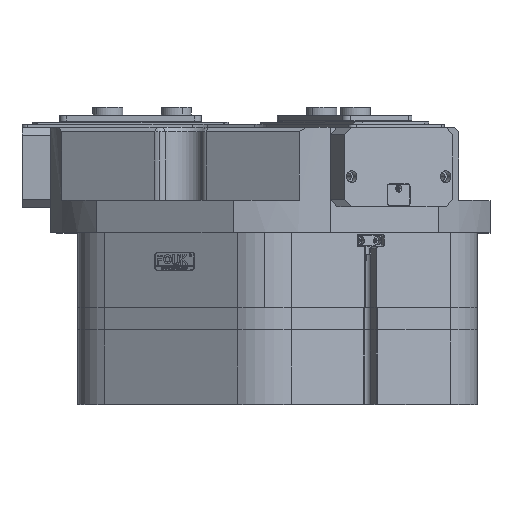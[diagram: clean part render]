
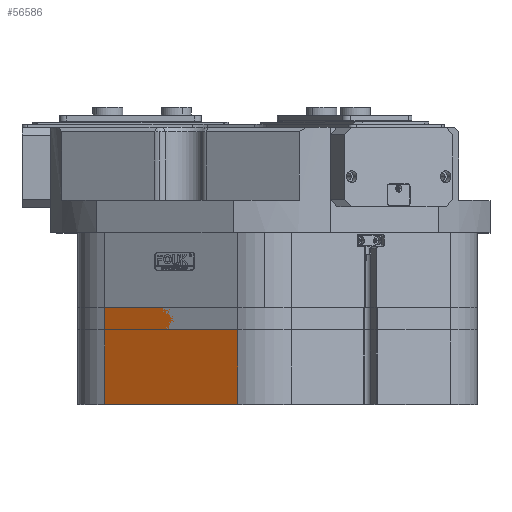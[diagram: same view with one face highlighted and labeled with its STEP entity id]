
A CAD part, top view. The second image highlights one B-rep face of the part: STEP entity #56586.
In plain terms, the highlighted face is planar.
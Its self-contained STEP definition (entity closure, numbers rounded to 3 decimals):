
#870 = EDGE_CURVE ( 'NONE', #23146, #23341, #5605, .T. ) ;
#1167 = CARTESIAN_POINT ( 'NONE',  ( 157., 0., -128.749 ) ) ;
#4153 = EDGE_CURVE ( 'NONE', #21815, #23341, #36503, .T. ) ;
#5220 = VERTEX_POINT ( 'NONE', #1167 ) ;
#5605 = LINE ( 'NONE', #7152, #38489 ) ;
#7152 = CARTESIAN_POINT ( 'NONE',  ( 33., 0., -200.341 ) ) ;
#8448 = LINE ( 'NONE', #47771, #56716 ) ;
#11671 = DIRECTION ( 'NONE',  ( 0., 1., 0. ) ) ;
#12371 = FACE_OUTER_BOUND ( 'NONE', #33464, .T. ) ;
#13271 = CARTESIAN_POINT ( 'NONE',  ( 380., 0., 0. ) ) ;
#13470 = DIRECTION ( 'NONE',  ( -0.866, 0., -0.5 ) ) ;
#15945 = CARTESIAN_POINT ( 'NONE',  ( 380., 90., 0. ) ) ;
#20396 = EDGE_CURVE ( 'NONE', #21815, #5220, #8448, .T. ) ;
#20890 = CARTESIAN_POINT ( 'NONE',  ( 33., 0., -200.341 ) ) ;
#21815 = VERTEX_POINT ( 'NONE', #29360 ) ;
#23146 = VERTEX_POINT ( 'NONE', #20890 ) ;
#23341 = VERTEX_POINT ( 'NONE', #26358 ) ;
#23383 = DIRECTION ( 'NONE',  ( -0.866, 0., -0.5 ) ) ;
#23478 = EDGE_CURVE ( 'NONE', #5220, #23146, #47953, .T. ) ;
#26358 = CARTESIAN_POINT ( 'NONE',  ( 33., 90., -200.341 ) ) ;
#26519 = ORIENTED_EDGE ( 'NONE', *, *, #870, .T. ) ;
#29120 = AXIS2_PLACEMENT_3D ( 'NONE', #13271, #40261, #13470 ) ;
#29360 = CARTESIAN_POINT ( 'NONE',  ( 157., 90., -128.749 ) ) ;
#33009 = CARTESIAN_POINT ( 'NONE',  ( 95., 0., -164.545 ) ) ;
#33464 = EDGE_LOOP ( 'NONE', ( #46129, #52629, #54087, #26519 ) ) ;
#36503 = LINE ( 'NONE', #15945, #39317 ) ;
#37379 = PLANE ( 'NONE',  #29120 ) ;
#38489 = VECTOR ( 'NONE', #11671, 1000. ) ;
#39317 = VECTOR ( 'NONE', #56270, 1000. ) ;
#40261 = DIRECTION ( 'NONE',  ( 0.5, 0., -0.866 ) ) ;
#45843 = VECTOR ( 'NONE', #23383, 1000. ) ;
#46129 = ORIENTED_EDGE ( 'NONE', *, *, #4153, .F. ) ;
#47771 = CARTESIAN_POINT ( 'NONE',  ( 157., 0., -128.749 ) ) ;
#47953 = LINE ( 'NONE', #33009, #45843 ) ;
#52629 = ORIENTED_EDGE ( 'NONE', *, *, #20396, .T. ) ;
#54087 = ORIENTED_EDGE ( 'NONE', *, *, #23478, .T. ) ;
#56270 = DIRECTION ( 'NONE',  ( -0.866, 0., -0.5 ) ) ;
#56586 = ADVANCED_FACE ( 'NONE', ( #12371 ), #37379, .T. ) ;
#56716 = VECTOR ( 'NONE', #56969, 1000. ) ;
#56969 = DIRECTION ( 'NONE',  ( 0., -1., 0. ) ) ;
